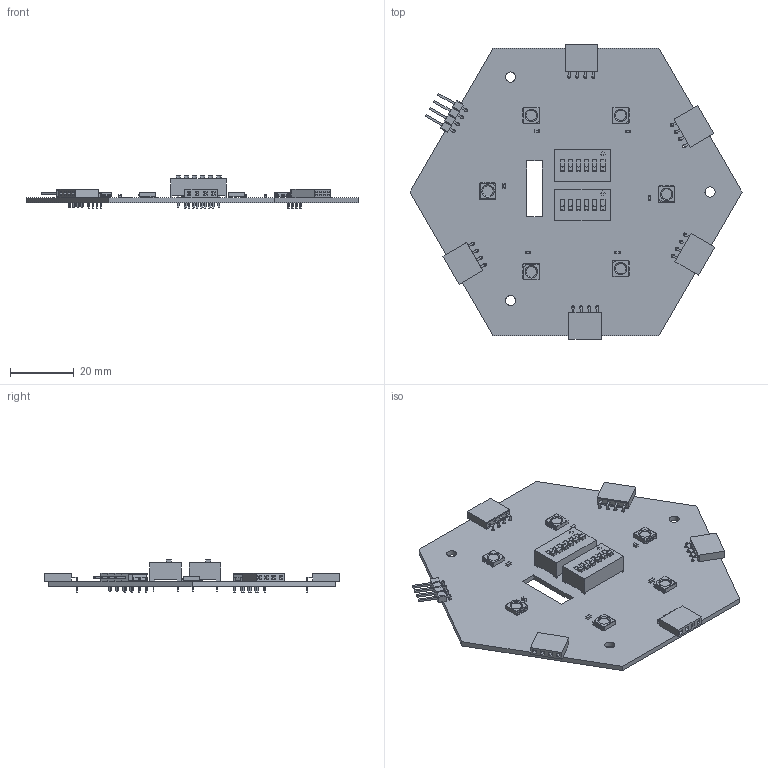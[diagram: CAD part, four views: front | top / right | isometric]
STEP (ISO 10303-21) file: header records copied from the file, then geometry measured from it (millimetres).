
FILE_DESCRIPTION(('KiCad electronic assembly'),'2;1');
FILE_NAME('HexaLeafs.step','2024-11-20T12:31:02',('Pcbnew'),('Kicad'), 'Open CASCADE STEP processor 7.7','KiCad to STEP converter','Unknown' );
FILE_SCHEMA(('AUTOMOTIVE_DESIGN { 1 0 10303 214 1 1 1 1 }'));
Length unit declared in the file: millimetre
Products named in the file (12): HexaLeafs 1; C_0603_1608Metric; PinHeader_1x04_P2.54mm_Horizontal; PinHeader_1x04_P254mm_Horizontal; PinSocket_1x04_P2.54mm_Horizontal; PinSocket_1x04_P254mm_Horizontal; SW_DIP_SPSTx06_Slide_9.78x17.42mm_W7.62mm_P2.54mm; SW_DIP_SPSTx06_Slide_978x1742mm_W762mm_P254mm; LED_RGB_5050-6; LED_RGB_5050_6; HexaLeafs_PCB
Assembly tree (26 placements, depth 3):
  HexaLeafs 1
    C_0603_1608Metric  x6
      C_0603_1608Metric
    PinHeader_1x04_P2.54mm_Horizontal
      PinHeader_1x04_P254mm_Horizontal
    PinSocket_1x04_P2.54mm_Horizontal  x5
      PinSocket_1x04_P254mm_Horizontal
    SW_DIP_SPSTx06_Slide_9.78x17.42mm_W7.62mm_P2.54mm  x2
      SW_DIP_SPSTx06_Slide_978x1742mm_W762mm_P254mm
    LED_RGB_5050-6  x6
      LED_RGB_5050_6
    HexaLeafs_PCB
Bounding box: 104 x 92.26 x 10.05 mm (x, y, z)
Volume: 14200.8 mm3; surface area: 18926.5 mm2
Topology: 21 solids, 21 shells, 2079 faces, 5773 edges, 3788 vertices
Faces by surface type: plane 1630, cylinder 443, cone 6
Full cylindrical faces by diameter (mm): 0.8 x24, 1 x24, 3.2 x3, 3.333 x6
Entity records: 24646 total; most frequent: CARTESIAN_POINT 3551, ORIENTED_EDGE 3482, DIRECTION 3341, EDGE_CURVE 1741, LINE 1487, VECTOR 1487, VERTEX_POINT 1137, AXIS2_PLACEMENT_3D 927
